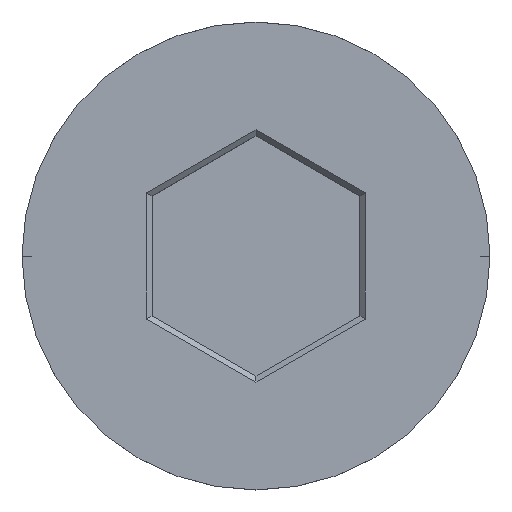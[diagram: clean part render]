
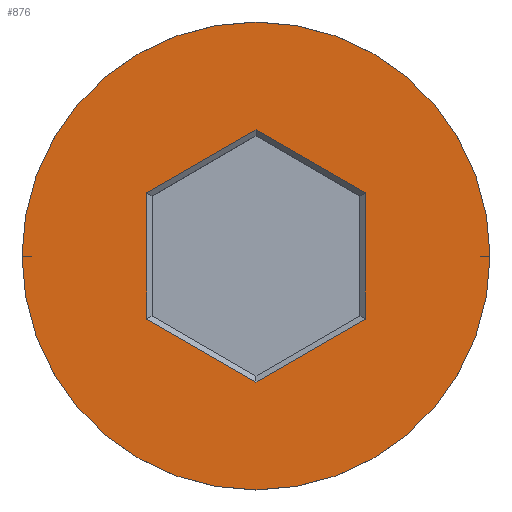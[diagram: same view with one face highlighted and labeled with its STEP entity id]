
A CAD part, top view. The second image highlights one B-rep face of the part: STEP entity #876.
In plain terms, the highlighted planar face has unit normal (0, 0, 1).
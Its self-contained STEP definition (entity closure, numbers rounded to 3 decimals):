
#38 = VERTEX_POINT ( 'NONE', #1102 ) ;
#54 = CARTESIAN_POINT ( 'NONE',  ( 4.5, 0., 0. ) ) ;
#62 = DIRECTION ( 'NONE',  ( 1., 0., 0. ) ) ;
#86 = VERTEX_POINT ( 'NONE', #867 ) ;
#169 = LINE ( 'NONE', #175, #818 ) ;
#175 = CARTESIAN_POINT ( 'NONE',  ( 0.05, -2.396, 0. ) ) ;
#201 = DIRECTION ( 'NONE',  ( 0., -1., 0. ) ) ;
#236 = CARTESIAN_POINT ( 'NONE',  ( 2.1, 1.212, 0. ) ) ;
#248 = CARTESIAN_POINT ( 'NONE',  ( 0., 0., 0. ) ) ;
#256 = DIRECTION ( 'NONE',  ( 0.866, 0.5, 0. ) ) ;
#348 = EDGE_CURVE ( 'NONE', #427, #734, #573, .T. ) ;
#394 = VECTOR ( 'NONE', #1111, 1000. ) ;
#427 = VERTEX_POINT ( 'NONE', #236 ) ;
#443 = CARTESIAN_POINT ( 'NONE',  ( -4.5, 0., 0. ) ) ;
#444 = CIRCLE ( 'NONE', #1331, 4.5 ) ;
#498 = EDGE_CURVE ( 'NONE', #86, #836, #872, .T. ) ;
#525 = CARTESIAN_POINT ( 'NONE',  ( 0., 0., 0. ) ) ;
#530 = CARTESIAN_POINT ( 'NONE',  ( -2.1, 1.155, 0. ) ) ;
#572 = CARTESIAN_POINT ( 'NONE',  ( 2.05, 1.241, 0. ) ) ;
#573 = LINE ( 'NONE', #803, #1489 ) ;
#591 = ORIENTED_EDGE ( 'NONE', *, *, #1353, .T. ) ;
#639 = AXIS2_PLACEMENT_3D ( 'NONE', #1300, #1165, #62 ) ;
#657 = ORIENTED_EDGE ( 'NONE', *, *, #1501, .T. ) ;
#667 = VECTOR ( 'NONE', #256, 1000. ) ;
#705 = CARTESIAN_POINT ( 'NONE',  ( -2.1, -1.212, 0. ) ) ;
#718 = PLANE ( 'NONE',  #837 ) ;
#719 = VERTEX_POINT ( 'NONE', #887 ) ;
#730 = DIRECTION ( 'NONE',  ( -0.866, 0.5, 0. ) ) ;
#734 = VERTEX_POINT ( 'NONE', #1425 ) ;
#737 = ORIENTED_EDGE ( 'NONE', *, *, #1538, .T. ) ;
#765 = VECTOR ( 'NONE', #730, 1000. ) ;
#797 = EDGE_CURVE ( 'NONE', #38, #427, #1301, .T. ) ;
#803 = CARTESIAN_POINT ( 'NONE',  ( 2.1, -1.155, 0. ) ) ;
#818 = VECTOR ( 'NONE', #875, 1000. ) ;
#826 = ORIENTED_EDGE ( 'NONE', *, *, #498, .T. ) ;
#836 = VERTEX_POINT ( 'NONE', #705 ) ;
#837 = AXIS2_PLACEMENT_3D ( 'NONE', #248, #1343, #1470 ) ;
#843 = LINE ( 'NONE', #1448, #667 ) ;
#846 = CARTESIAN_POINT ( 'NONE',  ( -2.05, -1.241, 0. ) ) ;
#867 = CARTESIAN_POINT ( 'NONE',  ( 0., -2.425, 0. ) ) ;
#872 = LINE ( 'NONE', #846, #765 ) ;
#875 = DIRECTION ( 'NONE',  ( -0.866, -0.5, 0. ) ) ;
#876 = ADVANCED_FACE ( 'NONE', ( #1590, #1335 ), #718, .T. ) ;
#887 = CARTESIAN_POINT ( 'NONE',  ( -2.1, 1.212, 0. ) ) ;
#944 = DIRECTION ( 'NONE',  ( 0.866, -0.5, 0. ) ) ;
#995 = DIRECTION ( 'NONE',  ( 1., 0., 0. ) ) ;
#1017 = ORIENTED_EDGE ( 'NONE', *, *, #1426, .T. ) ;
#1040 = ORIENTED_EDGE ( 'NONE', *, *, #1243, .T. ) ;
#1053 = CIRCLE ( 'NONE', #639, 4.5 ) ;
#1102 = CARTESIAN_POINT ( 'NONE',  ( 0., 2.425, 0. ) ) ;
#1111 = DIRECTION ( 'NONE',  ( 0., 1., 0. ) ) ;
#1126 = ORIENTED_EDGE ( 'NONE', *, *, #348, .T. ) ;
#1165 = DIRECTION ( 'NONE',  ( 0., 0., 1. ) ) ;
#1214 = VERTEX_POINT ( 'NONE', #443 ) ;
#1232 = ORIENTED_EDGE ( 'NONE', *, *, #797, .T. ) ;
#1243 = EDGE_CURVE ( 'NONE', #1214, #1598, #1053, .T. ) ;
#1255 = DIRECTION ( 'NONE',  ( 0., 0., 1. ) ) ;
#1300 = CARTESIAN_POINT ( 'NONE',  ( 0., 0., 0. ) ) ;
#1301 = LINE ( 'NONE', #572, #1438 ) ;
#1331 = AXIS2_PLACEMENT_3D ( 'NONE', #525, #1255, #995 ) ;
#1335 = FACE_OUTER_BOUND ( 'NONE', #1462, .T. ) ;
#1343 = DIRECTION ( 'NONE',  ( 0., 0., 1. ) ) ;
#1353 = EDGE_CURVE ( 'NONE', #719, #38, #843, .T. ) ;
#1425 = CARTESIAN_POINT ( 'NONE',  ( 2.1, -1.212, 0. ) ) ;
#1426 = EDGE_CURVE ( 'NONE', #836, #719, #1524, .T. ) ;
#1438 = VECTOR ( 'NONE', #944, 1000. ) ;
#1448 = CARTESIAN_POINT ( 'NONE',  ( -0.05, 2.396, 0. ) ) ;
#1462 = EDGE_LOOP ( 'NONE', ( #657, #1040 ) ) ;
#1470 = DIRECTION ( 'NONE',  ( 1., 0., 0. ) ) ;
#1489 = VECTOR ( 'NONE', #201, 1000. ) ;
#1501 = EDGE_CURVE ( 'NONE', #1598, #1214, #444, .T. ) ;
#1503 = EDGE_LOOP ( 'NONE', ( #1017, #591, #1232, #1126, #737, #826 ) ) ;
#1524 = LINE ( 'NONE', #530, #394 ) ;
#1538 = EDGE_CURVE ( 'NONE', #734, #86, #169, .T. ) ;
#1590 = FACE_BOUND ( 'NONE', #1503, .T. ) ;
#1598 = VERTEX_POINT ( 'NONE', #54 ) ;
